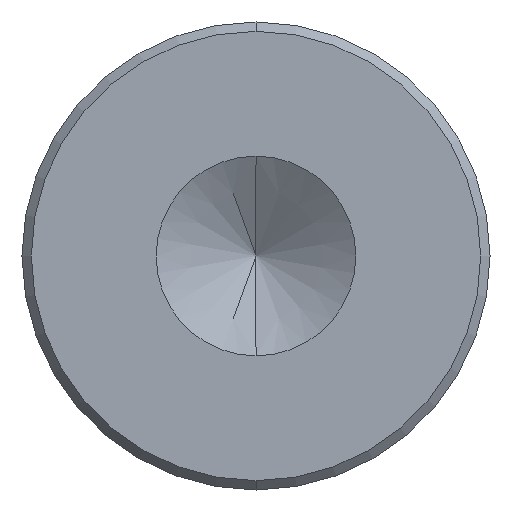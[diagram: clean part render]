
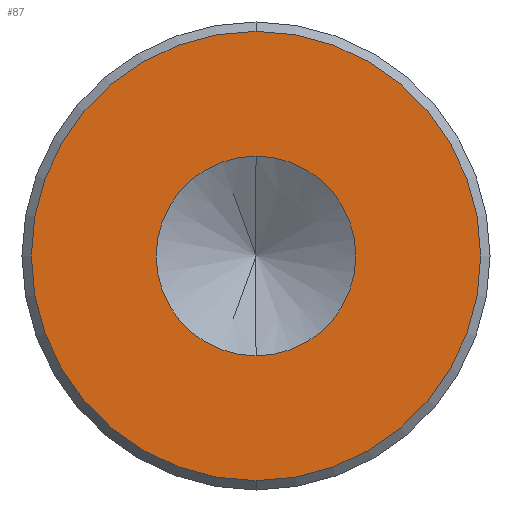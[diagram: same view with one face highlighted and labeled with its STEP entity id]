
A CAD part, front view. The second image highlights one B-rep face of the part: STEP entity #87.
In plain terms, the highlighted planar face has unit normal (0, -1, 0).
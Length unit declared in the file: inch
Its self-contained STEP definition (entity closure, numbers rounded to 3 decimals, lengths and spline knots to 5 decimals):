
#5 = EDGE_LOOP ( 'NONE', ( #143, #353 ) ) ;
#29 = CIRCLE ( 'NONE', #461, 0.11985 ) ;
#30 = CARTESIAN_POINT ( 'NONE',  ( 0., 0., -0.05325 ) ) ;
#48 = CARTESIAN_POINT ( 'NONE',  ( 0., 0., 0. ) ) ;
#50 = CIRCLE ( 'NONE', #418, 0.05325 ) ;
#52 = DIRECTION ( 'NONE',  ( 0., -1., 0. ) ) ;
#60 = CARTESIAN_POINT ( 'NONE',  ( 0., 0., 0. ) ) ;
#67 = DIRECTION ( 'NONE',  ( 0., 1., 0. ) ) ;
#87 = ADVANCED_FACE ( 'NONE', ( #285, #236 ), #352, .F. ) ;
#101 = CARTESIAN_POINT ( 'NONE',  ( 0., 0., -0.11985 ) ) ;
#106 = ORIENTED_EDGE ( 'NONE', *, *, #243, .T. ) ;
#118 = DIRECTION ( 'NONE',  ( 0., 0., 1. ) ) ;
#123 = DIRECTION ( 'NONE',  ( 0., 0., -1. ) ) ;
#125 = CARTESIAN_POINT ( 'NONE',  ( 0., 0., 0.11985 ) ) ;
#130 = EDGE_LOOP ( 'NONE', ( #238, #106 ) ) ;
#143 = ORIENTED_EDGE ( 'NONE', *, *, #403, .F. ) ;
#167 = DIRECTION ( 'NONE',  ( 0., 0., -1. ) ) ;
#169 = DIRECTION ( 'NONE',  ( 0., -1., 0. ) ) ;
#170 = DIRECTION ( 'NONE',  ( 0., -1., 0. ) ) ;
#171 = CARTESIAN_POINT ( 'NONE',  ( 0., 0., 0. ) ) ;
#172 = AXIS2_PLACEMENT_3D ( 'NONE', #253, #251, #250 ) ;
#202 = CIRCLE ( 'NONE', #172, 0.11985 ) ;
#215 = EDGE_CURVE ( 'NONE', #265, #249, #50, .T. ) ;
#236 = FACE_OUTER_BOUND ( 'NONE', #130, .T. ) ;
#238 = ORIENTED_EDGE ( 'NONE', *, *, #365, .T. ) ;
#243 = EDGE_CURVE ( 'NONE', #467, #452, #29, .T. ) ;
#249 = VERTEX_POINT ( 'NONE', #30 ) ;
#250 = DIRECTION ( 'NONE',  ( 0., 0., 1. ) ) ;
#251 = DIRECTION ( 'NONE',  ( 0., -1., 0. ) ) ;
#253 = CARTESIAN_POINT ( 'NONE',  ( 0., 0., 0. ) ) ;
#265 = VERTEX_POINT ( 'NONE', #448 ) ;
#283 = CARTESIAN_POINT ( 'NONE',  ( 0., 0., 0. ) ) ;
#285 = FACE_BOUND ( 'NONE', #5, .T. ) ;
#293 = AXIS2_PLACEMENT_3D ( 'NONE', #283, #67, #312 ) ;
#312 = DIRECTION ( 'NONE',  ( 0., 0., 1. ) ) ;
#338 = AXIS2_PLACEMENT_3D ( 'NONE', #171, #169, #167 ) ;
#352 = PLANE ( 'NONE',  #293 ) ;
#353 = ORIENTED_EDGE ( 'NONE', *, *, #215, .F. ) ;
#365 = EDGE_CURVE ( 'NONE', #452, #467, #202, .T. ) ;
#403 = EDGE_CURVE ( 'NONE', #249, #265, #409, .T. ) ;
#409 = CIRCLE ( 'NONE', #338, 0.05325 ) ;
#418 = AXIS2_PLACEMENT_3D ( 'NONE', #60, #170, #123 ) ;
#448 = CARTESIAN_POINT ( 'NONE',  ( 0., 0., 0.05325 ) ) ;
#452 = VERTEX_POINT ( 'NONE', #125 ) ;
#461 = AXIS2_PLACEMENT_3D ( 'NONE', #48, #52, #118 ) ;
#467 = VERTEX_POINT ( 'NONE', #101 ) ;
